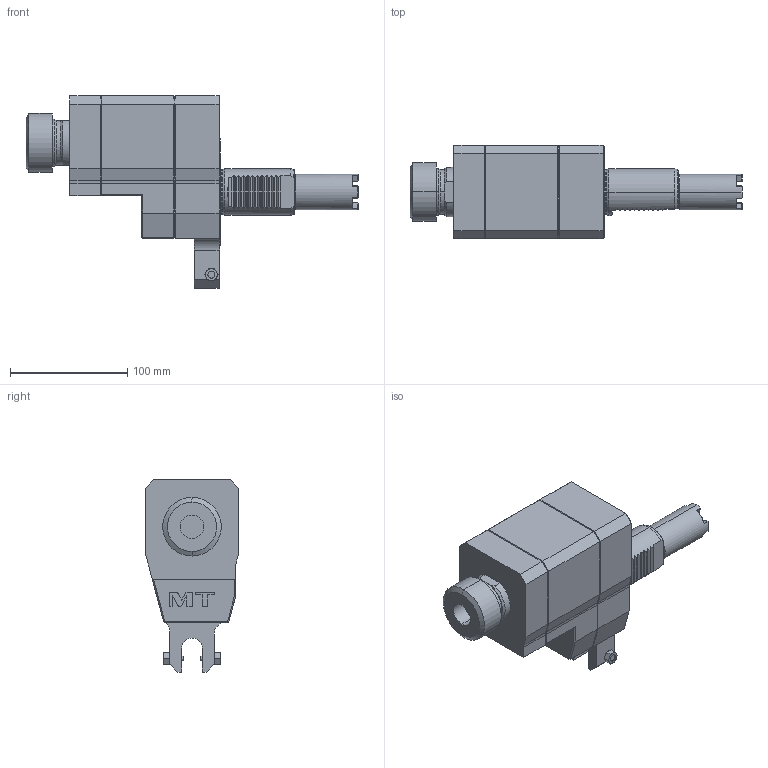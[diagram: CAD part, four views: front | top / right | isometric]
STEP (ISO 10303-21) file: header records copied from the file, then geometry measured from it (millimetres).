
FILE_DESCRIPTION((''),'2;1');
FILE_NAME('HAS0081132_CONF','2024-12-18T15:28:01',('fpalella'),('M.T. srl'),'CREO PARAMETRIC BY PTC INC, 2023352','CREO PARAMETRIC BY PTC INC, 2023352','');
FILE_SCHEMA(('CONFIG_CONTROL_DESIGN'));
Length unit declared in the file: millimetre
Products named in the file (1): HAS0081132_CONF
Bounding box: 283.31 x 80 x 164 mm (x, y, z)
Volume: 1189940.9 mm3; surface area: 91564.5 mm2
Topology: 1 solids, 1 shells, 350 faces, 885 edges, 551 vertices
Faces by surface type: plane 214, cylinder 67, cone 60, torus 7, extrusion 2
Entity records: 11394 total; most frequent: CARTESIAN_POINT 3254, ORIENTED_EDGE 1766, DIRECTION 1550, EDGE_CURVE 883, VERTEX_POINT 551, AXIS2_PLACEMENT_3D 523, VECTOR 504, LINE 502
